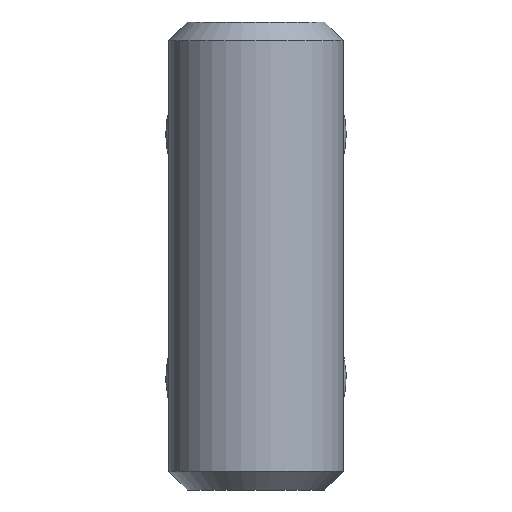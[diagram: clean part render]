
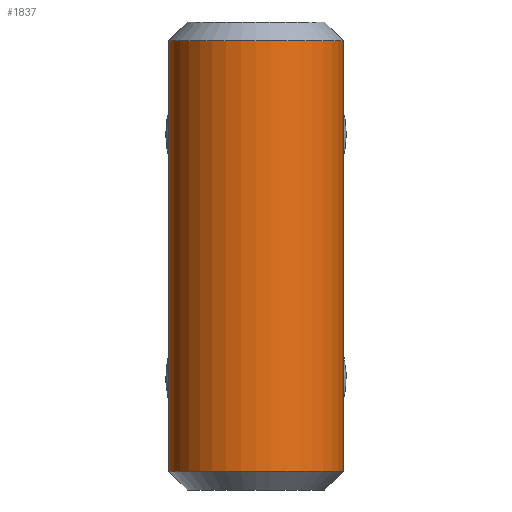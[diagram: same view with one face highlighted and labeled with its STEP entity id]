
A CAD part, front view. The second image highlights one B-rep face of the part: STEP entity #1837.
In plain terms, the highlighted cylindrical face has radius 2.375 mm (diameter 4.75 mm), a partial arc.
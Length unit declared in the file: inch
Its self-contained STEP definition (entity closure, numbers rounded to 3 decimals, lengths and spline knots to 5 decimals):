
#387 = EDGE_CURVE ( 'NONE', #2800, #3336, #3569, .T. ) ;
#533 = DIRECTION ( 'NONE',  ( -1., 0., 0. ) ) ;
#710 = CYLINDRICAL_SURFACE ( 'NONE', #1988, 0.0935 ) ;
#783 = DIRECTION ( 'NONE',  ( -1., 0., 0. ) ) ;
#873 = DIRECTION ( 'NONE',  ( 0., 0., -1. ) ) ;
#948 = DIRECTION ( 'NONE',  ( 0., 0., -1. ) ) ;
#1057 = DIRECTION ( 'NONE',  ( 0., 0., -1. ) ) ;
#1065 = DIRECTION ( 'NONE',  ( -1., 0., 0. ) ) ;
#1492 = EDGE_CURVE ( 'NONE', #3581, #3336, #3031, .T. ) ;
#1494 = EDGE_CURVE ( 'NONE', #5128, #2800, #3636, .T. ) ;
#1595 = FACE_OUTER_BOUND ( 'NONE', #3632, .T. ) ;
#1837 = ADVANCED_FACE ( 'NONE', ( #1595 ), #710, .T. ) ;
#1859 = ORIENTED_EDGE ( 'NONE', *, *, #387, .T. ) ;
#1988 = AXIS2_PLACEMENT_3D ( 'NONE', #2415, #3578, #1065 ) ;
#2000 = CARTESIAN_POINT ( 'NONE',  ( -0.0935, 0., -0.23 ) ) ;
#2060 = CARTESIAN_POINT ( 'NONE',  ( 0.0935, 0., -0.23 ) ) ;
#2213 = CARTESIAN_POINT ( 'NONE',  ( 0., 0., 0.23 ) ) ;
#2415 = CARTESIAN_POINT ( 'NONE',  ( 0., 0., 0. ) ) ;
#2547 = CARTESIAN_POINT ( 'NONE',  ( 0.0935, 0., 0. ) ) ;
#2800 = VERTEX_POINT ( 'NONE', #4774 ) ;
#3031 = CIRCLE ( 'NONE', #3110, 0.0935 ) ;
#3110 = AXIS2_PLACEMENT_3D ( 'NONE', #5105, #948, #533 ) ;
#3160 = ORIENTED_EDGE ( 'NONE', *, *, #1494, .T. ) ;
#3336 = VERTEX_POINT ( 'NONE', #2000 ) ;
#3569 = LINE ( 'NONE', #4792, #4755 ) ;
#3578 = DIRECTION ( 'NONE',  ( 0., 0., -1. ) ) ;
#3581 = VERTEX_POINT ( 'NONE', #2060 ) ;
#3632 = EDGE_LOOP ( 'NONE', ( #5234, #3160, #1859, #3692 ) ) ;
#3636 = CIRCLE ( 'NONE', #3719, 0.0935 ) ;
#3692 = ORIENTED_EDGE ( 'NONE', *, *, #1492, .F. ) ;
#3698 = EDGE_CURVE ( 'NONE', #5128, #3581, #5040, .T. ) ;
#3719 = AXIS2_PLACEMENT_3D ( 'NONE', #2213, #3858, #783 ) ;
#3858 = DIRECTION ( 'NONE',  ( 0., 0., -1. ) ) ;
#4081 = VECTOR ( 'NONE', #873, 39.37008 ) ;
#4108 = CARTESIAN_POINT ( 'NONE',  ( 0.0935, 0., 0.23 ) ) ;
#4755 = VECTOR ( 'NONE', #1057, 39.37008 ) ;
#4774 = CARTESIAN_POINT ( 'NONE',  ( -0.0935, 0., 0.23 ) ) ;
#4792 = CARTESIAN_POINT ( 'NONE',  ( -0.0935, 0., 0. ) ) ;
#5040 = LINE ( 'NONE', #2547, #4081 ) ;
#5105 = CARTESIAN_POINT ( 'NONE',  ( 0., 0., -0.23 ) ) ;
#5128 = VERTEX_POINT ( 'NONE', #4108 ) ;
#5234 = ORIENTED_EDGE ( 'NONE', *, *, #3698, .F. ) ;
